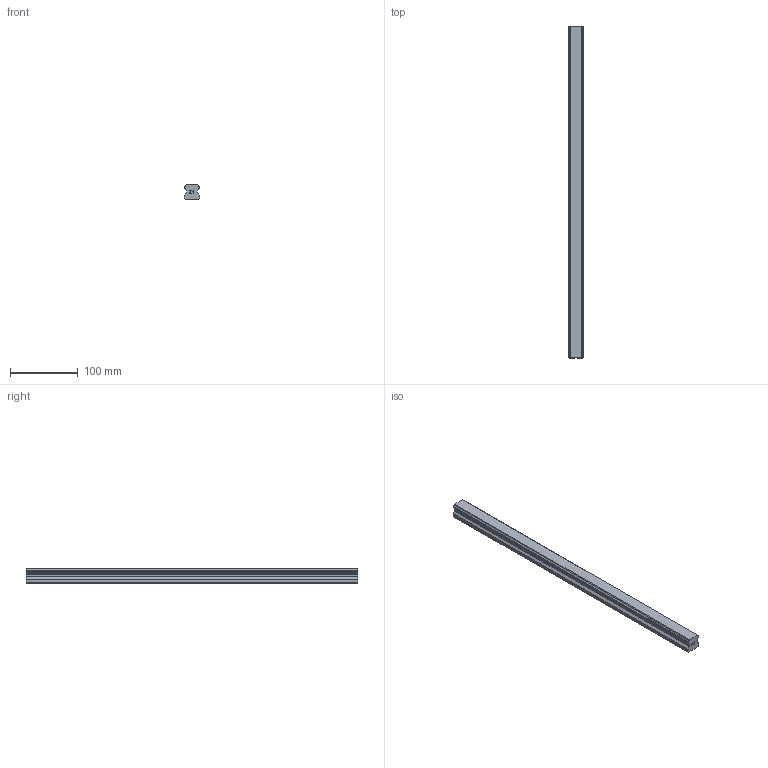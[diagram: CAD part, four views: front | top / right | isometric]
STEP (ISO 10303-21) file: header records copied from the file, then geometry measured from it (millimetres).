
FILE_DESCRIPTION(('STEP AP214'),'1');
FILE_NAME('cctmp_59214461-C5A8-4466-A639-058A0F55F6F5_2021_01_25_14_32_53_0873..stp','2021-01-25T13:32:53',('HIWIN GmbH'),('CADClick - www.CADClick.com'),'Spatial InterOp 3D',' ','unknown authorization');
FILE_SCHEMA(('AUTOMOTIVE_DESIGN'));
Length unit declared in the file: millimetre
Products named in the file (1): HGR25T490C_FILE
Bounding box: 23 x 490 x 22 mm (x, y, z)
Volume: 211897.9 mm3; surface area: 47210.8 mm2
Topology: 1 solids, 1 shells, 167 faces, 491 edges, 314 vertices
Faces by surface type: plane 113, cylinder 38, cone 16
Entity records: 6805 total; most frequent: CARTESIAN_POINT 957, DIRECTION 951, ORIENTED_EDGE 950, EDGE_CURVE 475, LINE 335, VECTOR 335, VERTEX_POINT 314, AXIS2_PLACEMENT_3D 308
